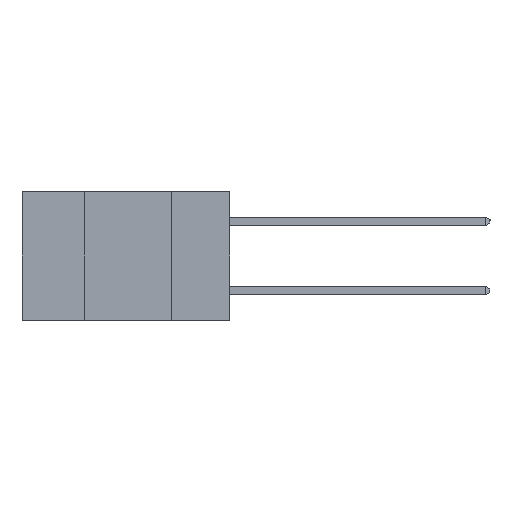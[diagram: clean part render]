
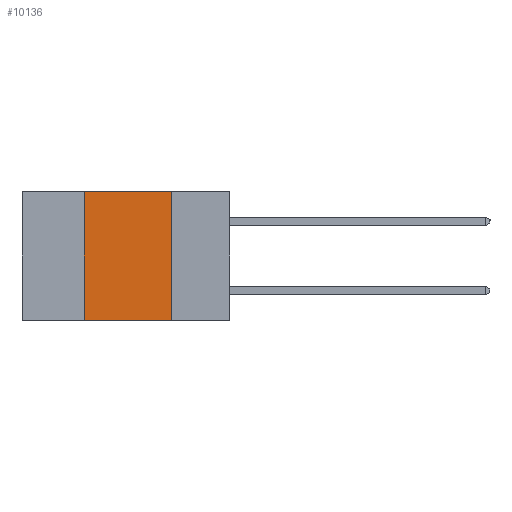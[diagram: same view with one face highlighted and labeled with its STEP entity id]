
A CAD part, left-side view. The second image highlights one B-rep face of the part: STEP entity #10136.
In plain terms, the highlighted planar face has unit normal (-1, 0, 0).
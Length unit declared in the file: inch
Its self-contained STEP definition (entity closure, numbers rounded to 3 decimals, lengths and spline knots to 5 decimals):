
#853 = FACE_OUTER_BOUND ( 'NONE', #9572, .T. ) ;
#2332 = EDGE_CURVE ( 'NONE', #4868, #13548, #7898, .T. ) ;
#2679 = CARTESIAN_POINT ( 'NONE',  ( 0., 0.6, 0. ) ) ;
#2727 = VECTOR ( 'NONE', #19786, 39.37008 ) ;
#2777 = PLANE ( 'NONE',  #11177 ) ;
#3133 = LINE ( 'NONE', #2679, #12906 ) ;
#4868 = VERTEX_POINT ( 'NONE', #7376 ) ;
#5793 = CARTESIAN_POINT ( 'NONE',  ( 0., 0.17, -0.37 ) ) ;
#5839 = ORIENTED_EDGE ( 'NONE', *, *, #8111, .F. ) ;
#6053 = DIRECTION ( 'NONE',  ( 0., 0., -1. ) ) ;
#6480 = LINE ( 'NONE', #11543, #15960 ) ;
#7376 = CARTESIAN_POINT ( 'NONE',  ( 0., 0.42, -0.37 ) ) ;
#7874 = DIRECTION ( 'NONE',  ( 1., 0., 0. ) ) ;
#7898 = LINE ( 'NONE', #21574, #21582 ) ;
#8111 = EDGE_CURVE ( 'NONE', #15801, #20795, #3133, .T. ) ;
#9430 = CARTESIAN_POINT ( 'NONE',  ( 0., 0.6, 0. ) ) ;
#9572 = EDGE_LOOP ( 'NONE', ( #13928, #5839, #17605, #13193 ) ) ;
#10136 = ADVANCED_FACE ( 'NONE', ( #853 ), #2777, .F. ) ;
#11177 = AXIS2_PLACEMENT_3D ( 'NONE', #9430, #7874, #6053 ) ;
#11255 = DIRECTION ( 'NONE',  ( 0., -1., 0. ) ) ;
#11543 = CARTESIAN_POINT ( 'NONE',  ( 0., 0.42, -0.37 ) ) ;
#12906 = VECTOR ( 'NONE', #16859, 39.37008 ) ;
#13193 = ORIENTED_EDGE ( 'NONE', *, *, #2332, .T. ) ;
#13465 = CARTESIAN_POINT ( 'NONE',  ( 0., 0.42, 0. ) ) ;
#13548 = VERTEX_POINT ( 'NONE', #5793 ) ;
#13928 = ORIENTED_EDGE ( 'NONE', *, *, #22016, .F. ) ;
#15801 = VERTEX_POINT ( 'NONE', #13465 ) ;
#15960 = VECTOR ( 'NONE', #18698, 39.37008 ) ;
#16540 = CARTESIAN_POINT ( 'NONE',  ( 0., 0.17, 0. ) ) ;
#16859 = DIRECTION ( 'NONE',  ( 0., -1., 0. ) ) ;
#17605 = ORIENTED_EDGE ( 'NONE', *, *, #21714, .F. ) ;
#18698 = DIRECTION ( 'NONE',  ( 0., 0., 1. ) ) ;
#19568 = LINE ( 'NONE', #21492, #2727 ) ;
#19786 = DIRECTION ( 'NONE',  ( 0., 0., -1. ) ) ;
#20795 = VERTEX_POINT ( 'NONE', #16540 ) ;
#21492 = CARTESIAN_POINT ( 'NONE',  ( 0., 0.17, -0.37 ) ) ;
#21574 = CARTESIAN_POINT ( 'NONE',  ( 0., 0.6, -0.37 ) ) ;
#21582 = VECTOR ( 'NONE', #11255, 39.37008 ) ;
#21714 = EDGE_CURVE ( 'NONE', #4868, #15801, #6480, .T. ) ;
#22016 = EDGE_CURVE ( 'NONE', #20795, #13548, #19568, .T. ) ;
